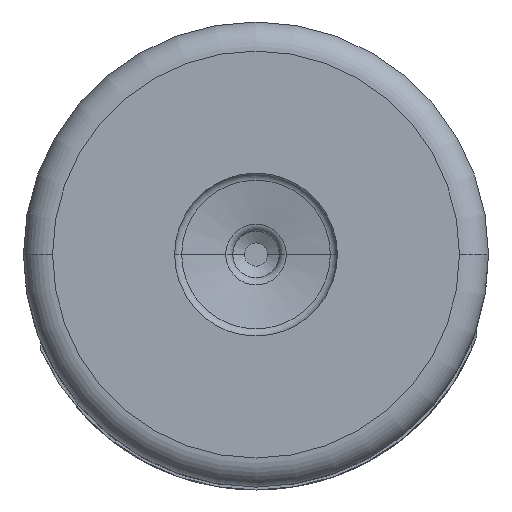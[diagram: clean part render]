
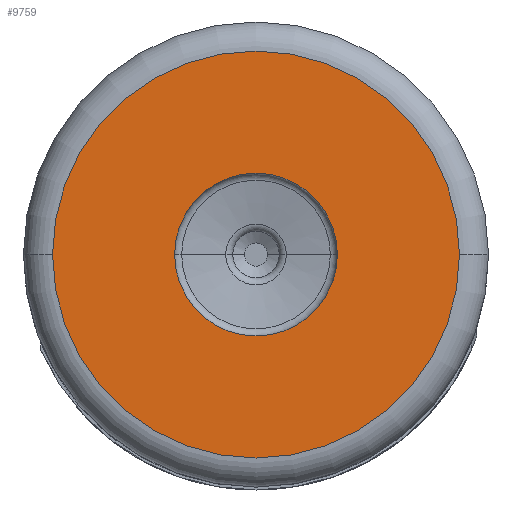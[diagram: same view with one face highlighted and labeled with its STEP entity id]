
A CAD part, front view. The second image highlights one B-rep face of the part: STEP entity #9759.
In plain terms, the highlighted planar face has unit normal (0, -1, 0).
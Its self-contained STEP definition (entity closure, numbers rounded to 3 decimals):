
#1533=CARTESIAN_POINT('',(0.,-4.,0.));
#1534=DIRECTION('',(0.,-1.,0.));
#1535=DIRECTION('',(1.,0.,0.));
#1536=AXIS2_PLACEMENT_3D('',#1533,#1534,#1535);
#1548=CARTESIAN_POINT('',(0.,-4.,0.));
#1549=DIRECTION('',(0.,-1.,0.));
#1550=DIRECTION('',(-1.,0.,0.));
#1551=AXIS2_PLACEMENT_3D('',#1548,#1549,#1550);
#1553=CARTESIAN_POINT('',(0.,-4.,0.));
#1554=DIRECTION('',(0.,-1.,0.));
#1555=DIRECTION('',(1.,0.,0.));
#1556=AXIS2_PLACEMENT_3D('',#1553,#1554,#1555);
#1558=CARTESIAN_POINT('',(0.,-4.,0.));
#1559=DIRECTION('',(0.,-1.,0.));
#1560=DIRECTION('',(-1.,0.,0.));
#1561=AXIS2_PLACEMENT_3D('',#1558,#1559,#1560);
#7963=CARTESIAN_POINT('',(-1.4,-4.,0.));
#7964=CARTESIAN_POINT('',(1.4,-4.,0.));
#7965=VERTEX_POINT('',#7963);
#7966=VERTEX_POINT('',#7964);
#7967=CARTESIAN_POINT('',(3.5,-4.,0.));
#7968=CARTESIAN_POINT('',(-3.5,-4.,0.));
#7969=VERTEX_POINT('',#7967);
#7970=VERTEX_POINT('',#7968);
#9743=CARTESIAN_POINT('',(0.,-4.,0.));
#9744=DIRECTION('',(0.,1.,0.));
#9745=DIRECTION('',(1.,0.,0.));
#9746=AXIS2_PLACEMENT_3D('',#9743,#9744,#9745);
#9747=PLANE('',#9746);
#9748=ORIENTED_EDGE('',*,*,#9733,.F.);
#9750=ORIENTED_EDGE('',*,*,#9749,.F.);
#9751=EDGE_LOOP('',(#9748,#9750));
#9752=FACE_OUTER_BOUND('',#9751,.F.);
#9754=ORIENTED_EDGE('',*,*,#9753,.T.);
#9756=ORIENTED_EDGE('',*,*,#9755,.T.);
#9757=EDGE_LOOP('',(#9754,#9756));
#9758=FACE_BOUND('',#9757,.F.);
#9759=ADVANCED_FACE('',(#9752,#9758),#9747,.F.);
#1537=CIRCLE('',#1536,3.5);
#1552=CIRCLE('',#1551,1.4);
#1557=CIRCLE('',#1556,1.4);
#1562=CIRCLE('',#1561,3.5);
#9733=EDGE_CURVE('',#7969,#7970,#1537,.T.);
#9749=EDGE_CURVE('',#7970,#7969,#1562,.T.);
#9753=EDGE_CURVE('',#7965,#7966,#1552,.T.);
#9755=EDGE_CURVE('',#7966,#7965,#1557,.T.);
